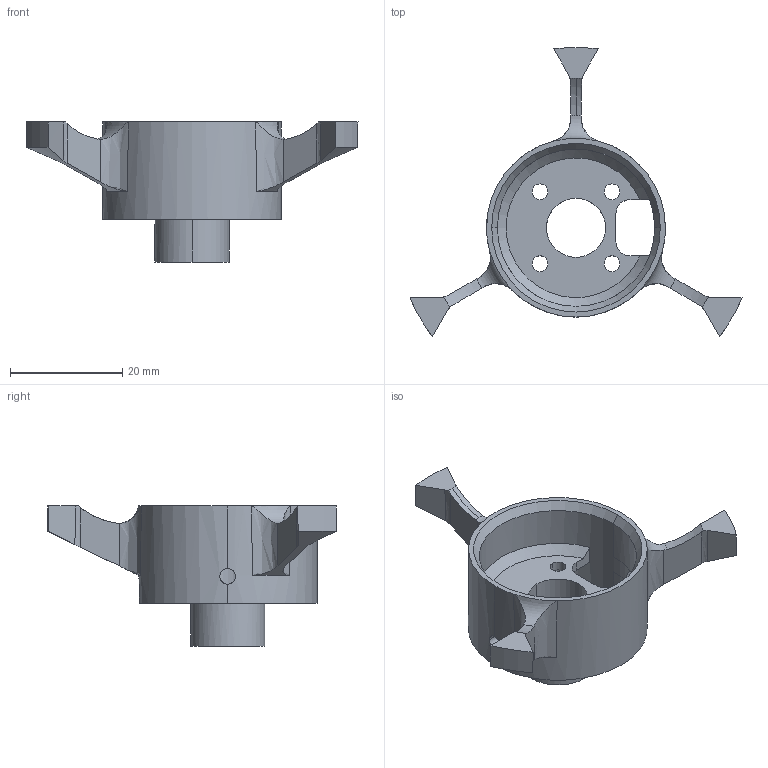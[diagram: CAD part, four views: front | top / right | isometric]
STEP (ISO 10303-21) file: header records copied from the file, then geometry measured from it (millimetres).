
FILE_DESCRIPTION (( 'STEP AP214' ), '1' );
FILE_NAME ('YD11-24-3.stp.STEP', '2026-01-31T07:41:01', ( '' ), ( '' ), 'SwSTEP 2.0', 'SolidWorks 2024', '' );
FILE_SCHEMA (( 'AUTOMOTIVE_DESIGN' ));
Length unit declared in the file: millimetre
Products named in the file (1): YD11-24-3.stp
Bounding box: 59.03 x 51.36 x 24.9 mm (x, y, z)
Volume: 5530.1 mm3; surface area: 6386.8 mm2
Topology: 1 solids, 1 shells, 85 faces, 246 edges, 161 vertices
Faces by surface type: cylinder 28, plane 22, bspline 18, cone 9, torus 8
Entity records: 4244 total; most frequent: CARTESIAN_POINT 2148, ORIENTED_EDGE 492, DIRECTION 363, EDGE_CURVE 246, VERTEX_POINT 161, AXIS2_PLACEMENT_3D 154, B_SPLINE_CURVE_WITH_KNOTS 105, EDGE_LOOP 97
